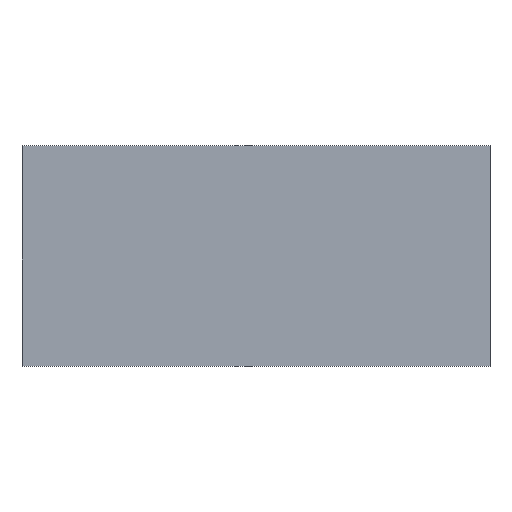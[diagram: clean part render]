
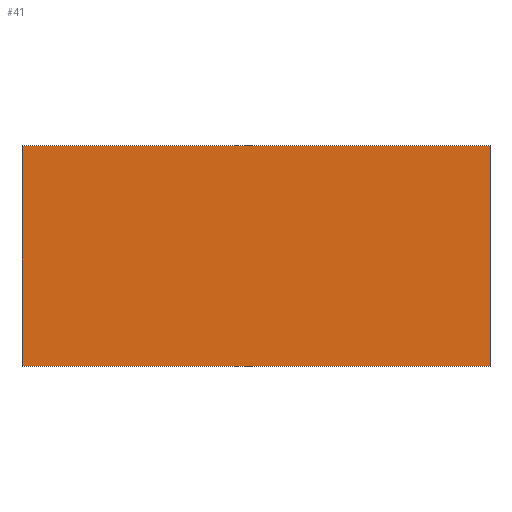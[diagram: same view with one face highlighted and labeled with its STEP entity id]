
A CAD part, top view. The second image highlights one B-rep face of the part: STEP entity #41.
In plain terms, the highlighted planar face has unit normal (0, 0, 1).
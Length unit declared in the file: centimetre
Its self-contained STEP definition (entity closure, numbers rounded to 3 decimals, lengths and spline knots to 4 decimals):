
#16=PLANE($,#351);
#41=ADVANCED_FACE($,(#59),#16,.T.);
#59=FACE_OUTER_BOUND($,#77,.T.);
#77=EDGE_LOOP($,(#146,#147,#148,#149));
#146=ORIENTED_EDGE($,*,*,#181,.F.);
#147=ORIENTED_EDGE($,*,*,#180,.F.);
#148=ORIENTED_EDGE($,*,*,#179,.F.);
#149=ORIENTED_EDGE($,*,*,#178,.F.);
#178=EDGE_CURVE($,#206,#207,#250,.T.);
#179=EDGE_CURVE($,#207,#208,#251,.T.);
#180=EDGE_CURVE($,#208,#209,#252,.T.);
#181=EDGE_CURVE($,#209,#206,#253,.T.);
#206=VERTEX_POINT($,#894);
#207=VERTEX_POINT($,#895);
#208=VERTEX_POINT($,#896);
#209=VERTEX_POINT($,#897);
#250=B_SPLINE_CURVE_WITH_KNOTS($,1,(#868,#869),.UNSPECIFIED.,.F.,.F.,(2,
2),(0.,80.),.UNSPECIFIED.);
#251=B_SPLINE_CURVE_WITH_KNOTS($,1,(#870,#871),.UNSPECIFIED.,.F.,.F.,(2,
2),(0.,170.),.UNSPECIFIED.);
#252=B_SPLINE_CURVE_WITH_KNOTS($,1,(#872,#873),.UNSPECIFIED.,.F.,.F.,(2,
2),(0.,80.),.UNSPECIFIED.);
#253=B_SPLINE_CURVE_WITH_KNOTS($,1,(#874,#875),.UNSPECIFIED.,.F.,.F.,(2,
2),(0.,170.),.UNSPECIFIED.);
#351=AXIS2_PLACEMENT_3D($,#889,#360,$);
#360=DIRECTION($,(0.,0.,1.));
#868=CARTESIAN_POINT($,(0.,0.,73.6));
#869=CARTESIAN_POINT($,(0.,80.,73.6));
#870=CARTESIAN_POINT($,(0.,80.,73.6));
#871=CARTESIAN_POINT($,(170.,80.,73.6));
#872=CARTESIAN_POINT($,(170.,80.,73.6));
#873=CARTESIAN_POINT($,(170.,0.,73.6));
#874=CARTESIAN_POINT($,(170.,0.,73.6));
#875=CARTESIAN_POINT($,(0.,0.,73.6));
#889=CARTESIAN_POINT($,(0.,0.,73.6));
#894=CARTESIAN_POINT($,(0.,0.,73.6));
#895=CARTESIAN_POINT($,(0.,80.,73.6));
#896=CARTESIAN_POINT($,(170.,80.,73.6));
#897=CARTESIAN_POINT($,(170.,0.,73.6));
